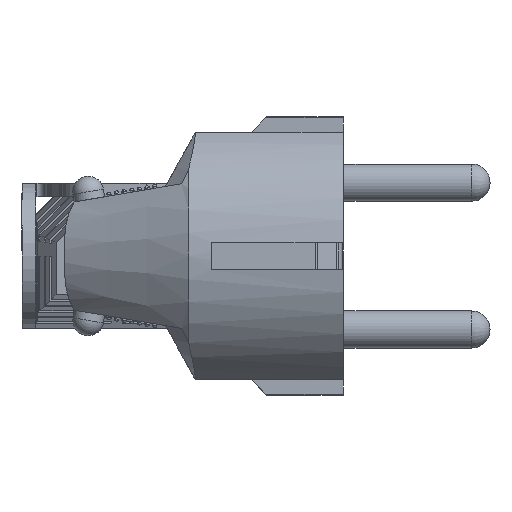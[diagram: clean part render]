
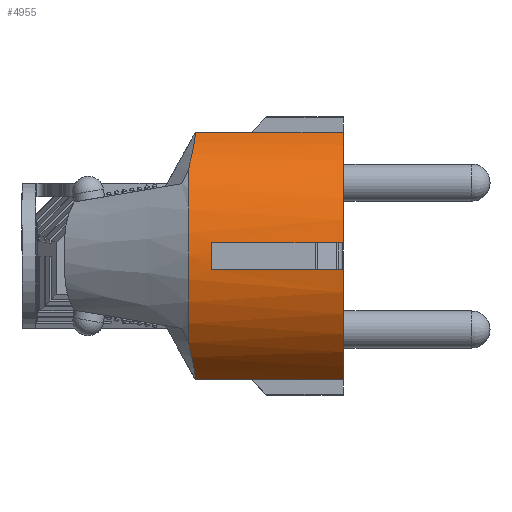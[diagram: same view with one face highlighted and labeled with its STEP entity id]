
A CAD part, left-side view. The second image highlights one B-rep face of the part: STEP entity #4955.
In plain terms, the highlighted cylindrical face has radius 18 mm (diameter 36 mm), a partial arc.
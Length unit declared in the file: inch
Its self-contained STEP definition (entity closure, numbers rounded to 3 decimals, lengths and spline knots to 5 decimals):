
#23 = CARTESIAN_POINT ( 'NONE',  ( 0.75443, -0.36845, -0.60538 ) ) ;
#29 = AXIS2_PLACEMENT_3D ( 'NONE', #16074, #10722, #7596 ) ;
#1047 = DIRECTION ( 'NONE',  ( -1., 0., 0. ) ) ;
#1136 = VERTEX_POINT ( 'NONE', #19204 ) ;
#1437 = EDGE_CURVE ( 'NONE', #6755, #12308, #3675, .T. ) ;
#1549 = CARTESIAN_POINT ( 'NONE',  ( 0.76276, -0.44111, -0.55465 ) ) ;
#1676 = CARTESIAN_POINT ( 'NONE',  ( 0.7874, -0.55373, -0.44225 ) ) ;
#1970 = AXIS2_PLACEMENT_3D ( 'NONE', #11289, #8028, #4512 ) ;
#2007 = VERTEX_POINT ( 'NONE', #8404 ) ;
#2068 = DIRECTION ( 'NONE',  ( 0., 0., -1. ) ) ;
#2076 = VECTOR ( 'NONE', #8031, 39.37008 ) ;
#2155 = CARTESIAN_POINT ( 'NONE',  ( 0., -0.32465, -0.62992 ) ) ;
#2424 = EDGE_CURVE ( 'NONE', #6755, #13385, #20711, .T. ) ;
#2603 = VECTOR ( 'NONE', #11285, 39.37008 ) ;
#2670 = CARTESIAN_POINT ( 'NONE',  ( 0.75143, -0.32465, 0.62992 ) ) ;
#2896 = CARTESIAN_POINT ( 'NONE',  ( 0.7543, -0.36879, 0.60564 ) ) ;
#3006 = CARTESIAN_POINT ( 'NONE',  ( 0.76116, -0.43017, 0.5633 ) ) ;
#3013 = CYLINDRICAL_SURFACE ( 'NONE', #21681, 0.70866 ) ;
#3412 = CARTESIAN_POINT ( 'NONE',  ( 0.76331, -0.44475, -0.55173 ) ) ;
#3645 = CARTESIAN_POINT ( 'NONE',  ( 0.75742, -0.39979, -0.58526 ) ) ;
#3651 = EDGE_CURVE ( 'NONE', #5683, #22797, #19082, .T. ) ;
#3675 = B_SPLINE_CURVE_WITH_KNOTS ( 'NONE', 3,
 ( #7394, #10401, #5172, #21127, #23, #12270, #19603, #3645, #14374, #21367, #10757, #1549, #3412, #17857, #7151, #12623, #14252, #1676 ),
 .UNSPECIFIED., .F., .F.,
 ( 4, 2, 2, 2, 2, 1, 1, 2, 2, 4 ),
 ( 0., 0.125, 0.1875, 0.25, 0.375, 0.4375, 0.46875, 0.48437, 0.5, 1. ),
 .UNSPECIFIED. ) ;
#3727 = ORIENTED_EDGE ( 'NONE', *, *, #5224, .F. ) ;
#4101 = ORIENTED_EDGE ( 'NONE', *, *, #21225, .T. ) ;
#4165 = LINE ( 'NONE', #7689, #2603 ) ;
#4319 = CARTESIAN_POINT ( 'NONE',  ( 0.77053, -0.48626, 0.51566 ) ) ;
#4512 = DIRECTION ( 'NONE',  ( 0., 0., -1. ) ) ;
#4533 = CARTESIAN_POINT ( 'NONE',  ( 0.76798, -0.47269, 0.52801 ) ) ;
#4763 = EDGE_CURVE ( 'NONE', #1136, #4926, #9567, .T. ) ;
#4774 = DIRECTION ( 'NONE',  ( 1., 0., 0. ) ) ;
#4926 = VERTEX_POINT ( 'NONE', #18864 ) ;
#4955 = ADVANCED_FACE ( 'NONE', ( #20733 ), #3013, .T. ) ;
#5172 = CARTESIAN_POINT ( 'NONE',  ( 0.75276, -0.34694, -0.61805 ) ) ;
#5224 = EDGE_CURVE ( 'NONE', #15528, #12308, #12009, .T. ) ;
#5557 = ORIENTED_EDGE ( 'NONE', *, *, #3651, .F. ) ;
#5683 = VERTEX_POINT ( 'NONE', #13575 ) ;
#5967 = EDGE_CURVE ( 'NONE', #20921, #22797, #11248, .T. ) ;
#6292 = CARTESIAN_POINT ( 'NONE',  ( 0.76256, -0.44001, 0.55565 ) ) ;
#6657 = EDGE_CURVE ( 'NONE', #5683, #13385, #7740, .T. ) ;
#6739 = CARTESIAN_POINT ( 'NONE',  ( 1.41732, -0.7053, -0.0689 ) ) ;
#6755 = VERTEX_POINT ( 'NONE', #14862 ) ;
#7151 = CARTESIAN_POINT ( 'NONE',  ( 0.76388, -0.44841, -0.54876 ) ) ;
#7394 = CARTESIAN_POINT ( 'NONE',  ( 0.75143, -0.32465, -0.62992 ) ) ;
#7596 = DIRECTION ( 'NONE',  ( 0., 0., -1. ) ) ;
#7637 = CARTESIAN_POINT ( 'NONE',  ( 0.66929, 0., 0. ) ) ;
#7689 = CARTESIAN_POINT ( 'NONE',  ( 1.41732, -0.7053, 0.0689 ) ) ;
#7740 = CIRCLE ( 'NONE', #11856, 0.70866 ) ;
#8028 = DIRECTION ( 'NONE',  ( 1., 0., 0. ) ) ;
#8031 = DIRECTION ( 'NONE',  ( -1., 0., 0. ) ) ;
#8045 = CARTESIAN_POINT ( 'NONE',  ( 0.75265, -0.34719, 0.61831 ) ) ;
#8154 = CARTESIAN_POINT ( 'NONE',  ( 0.76674, -0.46585, 0.53409 ) ) ;
#8157 = DIRECTION ( 'NONE',  ( 1., 0., 0. ) ) ;
#8197 = CARTESIAN_POINT ( 'NONE',  ( 0.7874, -0.55373, -0.44225 ) ) ;
#8249 = CARTESIAN_POINT ( 'NONE',  ( 1.41732, -0.32465, -0.62992 ) ) ;
#8265 = CARTESIAN_POINT ( 'NONE',  ( 0.7569, -0.39455, 0.5887 ) ) ;
#8404 = CARTESIAN_POINT ( 'NONE',  ( 0., -0.7053, 0.0689 ) ) ;
#8733 = ORIENTED_EDGE ( 'NONE', *, *, #9499, .F. ) ;
#9032 = VECTOR ( 'NONE', #8157, 39.37008 ) ;
#9047 = EDGE_CURVE ( 'NONE', #4926, #2007, #14929, .T. ) ;
#9499 = EDGE_CURVE ( 'NONE', #20921, #2007, #4165, .T. ) ;
#9567 = LINE ( 'NONE', #11653, #20541 ) ;
#10061 = B_SPLINE_CURVE_WITH_KNOTS ( 'NONE', 3,
 ( #11079, #13621, #11755, #13501, #4319, #4533, #8154, #13392, #18628, #10114, #20493, #6292, #3006, #22583, #13290, #18856, #8265, #2896, #8045, #2670 ),
 .UNSPECIFIED., .F., .F.,
 ( 4, 2, 2, 1, 1, 2, 2, 2, 2, 2, 4 ),
 ( 0., 0.25, 0.375, 0.4375, 0.46875, 0.48437, 0.5, 0.625, 0.6875, 0.75, 1. ),
 .UNSPECIFIED. ) ;
#10114 = CARTESIAN_POINT ( 'NONE',  ( 0.76444, -0.45196, 0.54583 ) ) ;
#10401 = CARTESIAN_POINT ( 'NONE',  ( 0.75204, -0.33591, -0.62412 ) ) ;
#10722 = DIRECTION ( 'NONE',  ( 1., 0., 0. ) ) ;
#10757 = CARTESIAN_POINT ( 'NONE',  ( 0.76151, -0.43255, -0.5614 ) ) ;
#11079 = CARTESIAN_POINT ( 'NONE',  ( 0.7874, -0.55373, 0.44225 ) ) ;
#11248 = CIRCLE ( 'NONE', #17941, 0.70866 ) ;
#11285 = DIRECTION ( 'NONE',  ( -1., 0., 0. ) ) ;
#11289 = CARTESIAN_POINT ( 'NONE',  ( 0.7874, 0., 0. ) ) ;
#11653 = CARTESIAN_POINT ( 'NONE',  ( 1.41732, -0.32465, 0.62992 ) ) ;
#11755 = CARTESIAN_POINT ( 'NONE',  ( 0.77819, -0.52124, 0.48075 ) ) ;
#11856 = AXIS2_PLACEMENT_3D ( 'NONE', #19396, #21627, #2068 ) ;
#12009 = CIRCLE ( 'NONE', #1970, 0.70866 ) ;
#12270 = CARTESIAN_POINT ( 'NONE',  ( 0.75536, -0.37899, -0.59884 ) ) ;
#12308 = VERTEX_POINT ( 'NONE', #8197 ) ;
#12623 = CARTESIAN_POINT ( 'NONE',  ( 0.76993, -0.48697, -0.51711 ) ) ;
#12987 = DIRECTION ( 'NONE',  ( 0., 0., 1. ) ) ;
#13015 = EDGE_LOOP ( 'NONE', ( #5557, #22670, #21764, #13773, #3727, #4101, #22525, #22062, #8733, #22123 ) ) ;
#13290 = CARTESIAN_POINT ( 'NONE',  ( 0.75862, -0.41003, 0.57803 ) ) ;
#13385 = VERTEX_POINT ( 'NONE', #2155 ) ;
#13392 = CARTESIAN_POINT ( 'NONE',  ( 0.76538, -0.45777, 0.54098 ) ) ;
#13501 = CARTESIAN_POINT ( 'NONE',  ( 0.77236, -0.49514, 0.50714 ) ) ;
#13575 = CARTESIAN_POINT ( 'NONE',  ( 0., -0.7053, -0.0689 ) ) ;
#13621 = CARTESIAN_POINT ( 'NONE',  ( 0.78256, -0.53793, 0.46204 ) ) ;
#13676 = CARTESIAN_POINT ( 'NONE',  ( 0.7874, -0.55373, 0.44225 ) ) ;
#13773 = ORIENTED_EDGE ( 'NONE', *, *, #1437, .T. ) ;
#14252 = CARTESIAN_POINT ( 'NONE',  ( 0.77771, -0.52211, -0.48184 ) ) ;
#14374 = CARTESIAN_POINT ( 'NONE',  ( 0.75859, -0.41003, -0.57813 ) ) ;
#14862 = CARTESIAN_POINT ( 'NONE',  ( 0.75143, -0.32465, -0.62992 ) ) ;
#14929 = CIRCLE ( 'NONE', #29, 0.70866 ) ;
#15528 = VERTEX_POINT ( 'NONE', #13676 ) ;
#15709 = DIRECTION ( 'NONE',  ( 0., 0., -1. ) ) ;
#16074 = CARTESIAN_POINT ( 'NONE',  ( 0., 0., 0. ) ) ;
#17857 = CARTESIAN_POINT ( 'NONE',  ( 0.76368, -0.44717, -0.54977 ) ) ;
#17941 = AXIS2_PLACEMENT_3D ( 'NONE', #7637, #20200, #12987 ) ;
#18628 = CARTESIAN_POINT ( 'NONE',  ( 0.76481, -0.45429, 0.5439 ) ) ;
#18856 = CARTESIAN_POINT ( 'NONE',  ( 0.75746, -0.39979, 0.58516 ) ) ;
#18864 = CARTESIAN_POINT ( 'NONE',  ( 0., -0.32465, 0.62992 ) ) ;
#19082 = LINE ( 'NONE', #6739, #9032 ) ;
#19204 = CARTESIAN_POINT ( 'NONE',  ( 0.75143, -0.32465, 0.62992 ) ) ;
#19396 = CARTESIAN_POINT ( 'NONE',  ( 0., 0., 0. ) ) ;
#19603 = CARTESIAN_POINT ( 'NONE',  ( 0.75585, -0.38413, -0.59555 ) ) ;
#20200 = DIRECTION ( 'NONE',  ( 1., 0., 0. ) ) ;
#20493 = CARTESIAN_POINT ( 'NONE',  ( 0.76426, -0.45083, 0.54677 ) ) ;
#20541 = VECTOR ( 'NONE', #1047, 39.37008 ) ;
#20711 = LINE ( 'NONE', #8249, #2076 ) ;
#20733 = FACE_OUTER_BOUND ( 'NONE', #13015, .T. ) ;
#20842 = CARTESIAN_POINT ( 'NONE',  ( 1.41732, 0., 0. ) ) ;
#20921 = VERTEX_POINT ( 'NONE', #22608 ) ;
#21127 = CARTESIAN_POINT ( 'NONE',  ( 0.75399, -0.36312, -0.60859 ) ) ;
#21225 = EDGE_CURVE ( 'NONE', #15528, #1136, #10061, .T. ) ;
#21367 = CARTESIAN_POINT ( 'NONE',  ( 0.76051, -0.42509, -0.56704 ) ) ;
#21627 = DIRECTION ( 'NONE',  ( 1., 0., 0. ) ) ;
#21681 = AXIS2_PLACEMENT_3D ( 'NONE', #20842, #4774, #15709 ) ;
#21764 = ORIENTED_EDGE ( 'NONE', *, *, #2424, .F. ) ;
#22062 = ORIENTED_EDGE ( 'NONE', *, *, #9047, .T. ) ;
#22123 = ORIENTED_EDGE ( 'NONE', *, *, #5967, .T. ) ;
#22505 = CARTESIAN_POINT ( 'NONE',  ( 0.66929, -0.7053, -0.0689 ) ) ;
#22525 = ORIENTED_EDGE ( 'NONE', *, *, #4763, .T. ) ;
#22583 = CARTESIAN_POINT ( 'NONE',  ( 0.75924, -0.4151, 0.57439 ) ) ;
#22608 = CARTESIAN_POINT ( 'NONE',  ( 0.66929, -0.7053, 0.0689 ) ) ;
#22670 = ORIENTED_EDGE ( 'NONE', *, *, #6657, .T. ) ;
#22797 = VERTEX_POINT ( 'NONE', #22505 ) ;
